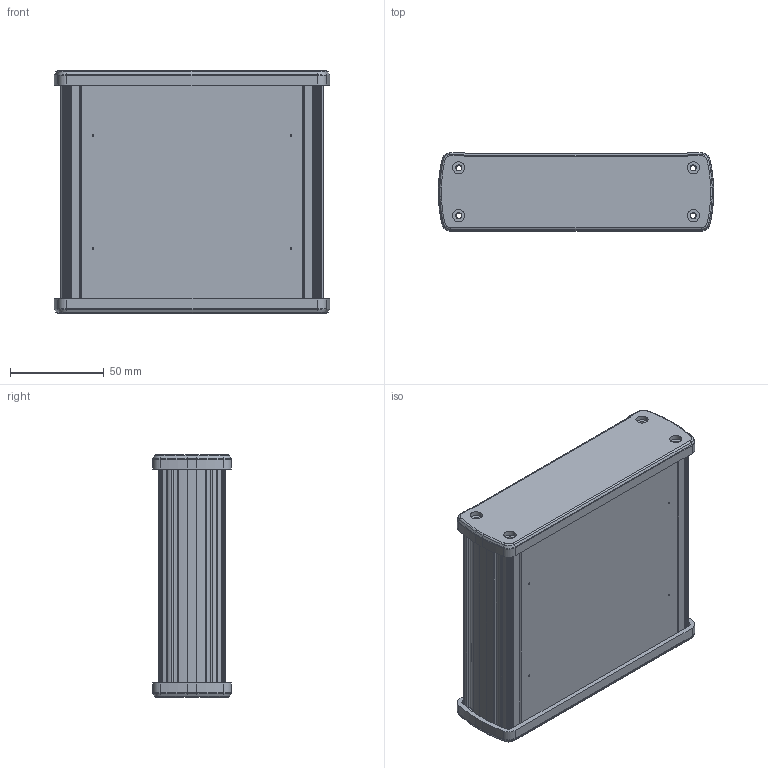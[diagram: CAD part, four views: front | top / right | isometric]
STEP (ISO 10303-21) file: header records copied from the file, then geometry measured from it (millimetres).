
FILE_DESCRIPTION (( 'STEP AP214' ), '1' );
FILE_NAME ('ALUG706120.STEP', '2015-07-11T07:00:48', ( 'AsusUser' ), ( '' ), 'SwSTEP 2.0', 'SolidWorks 2014', '' );
FILE_SCHEMA (( 'AUTOMOTIVE_DESIGN' ));
Length unit declared in the file: millimetre
Products named in the file (3): ALUG706-PANEL; ALUG706080-BODY; ALUG706120
Assembly tree (3 placements, depth 2):
  ALUG706120
    ALUG706080-BODY
    ALUG706-PANEL  x2
Bounding box: 146.6 x 41.6 x 129 mm (x, y, z)
Volume: 153979.8 mm3; surface area: 129233.3 mm2
Topology: 3 solids, 3 shells, 696 faces, 1768 edges, 1088 vertices
Faces by surface type: cylinder 338, plane 246, torus 80, cone 16, sphere 16
Entity records: 14556 total; most frequent: DIRECTION 2614, CARTESIAN_POINT 2593, ORIENTED_EDGE 2448, EDGE_CURVE 1224, AXIS2_PLACEMENT_3D 949, VERTEX_POINT 776, LINE 716, VECTOR 716
